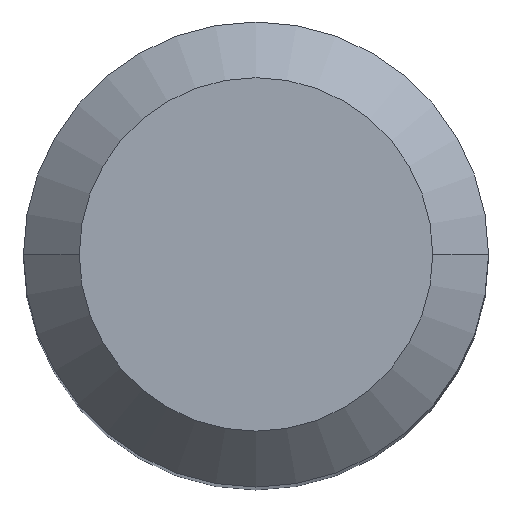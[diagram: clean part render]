
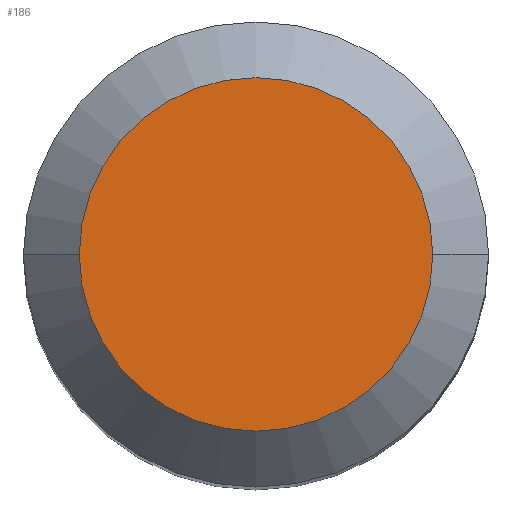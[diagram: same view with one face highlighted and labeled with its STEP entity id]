
A CAD part, top view. The second image highlights one B-rep face of the part: STEP entity #186.
In plain terms, the highlighted planar face has unit normal (0, 0, 1).
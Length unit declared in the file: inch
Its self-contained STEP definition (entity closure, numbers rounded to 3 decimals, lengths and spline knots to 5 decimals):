
#18 = DIRECTION ( 'NONE',  ( 1., 0., 0. ) ) ;
#33 = DIRECTION ( 'NONE',  ( 1., 0., 0. ) ) ;
#34 = ORIENTED_EDGE ( 'NONE', *, *, #260, .T. ) ;
#64 = ORIENTED_EDGE ( 'NONE', *, *, #448, .T. ) ;
#100 = FACE_OUTER_BOUND ( 'NONE', #157, .T. ) ;
#109 = AXIS2_PLACEMENT_3D ( 'NONE', #340, #127, #18 ) ;
#127 = DIRECTION ( 'NONE',  ( 0., 0., 1. ) ) ;
#153 = CIRCLE ( 'NONE', #109, 0.0475 ) ;
#157 = EDGE_LOOP ( 'NONE', ( #64, #34 ) ) ;
#165 = DIRECTION ( 'NONE',  ( -1., 0., 0. ) ) ;
#186 = ADVANCED_FACE ( 'NONE', ( #100 ), #390, .F. ) ;
#196 = CARTESIAN_POINT ( 'NONE',  ( 0., 0.0475, 0. ) ) ;
#205 = CARTESIAN_POINT ( 'NONE',  ( 0., 0., 0. ) ) ;
#219 = CARTESIAN_POINT ( 'NONE',  ( 0.0475, 0., 0. ) ) ;
#227 = AXIS2_PLACEMENT_3D ( 'NONE', #205, #350, #33 ) ;
#260 = EDGE_CURVE ( 'NONE', #425, #403, #263, .T. ) ;
#263 = CIRCLE ( 'NONE', #227, 0.0475 ) ;
#340 = CARTESIAN_POINT ( 'NONE',  ( 0., 0., 0. ) ) ;
#341 = DIRECTION ( 'NONE',  ( 0., 0., -1. ) ) ;
#350 = DIRECTION ( 'NONE',  ( 0., 0., 1. ) ) ;
#372 = AXIS2_PLACEMENT_3D ( 'NONE', #196, #341, #165 ) ;
#390 = PLANE ( 'NONE',  #372 ) ;
#396 = CARTESIAN_POINT ( 'NONE',  ( -0.0475, 0., 0. ) ) ;
#403 = VERTEX_POINT ( 'NONE', #396 ) ;
#425 = VERTEX_POINT ( 'NONE', #219 ) ;
#448 = EDGE_CURVE ( 'NONE', #403, #425, #153, .T. ) ;
